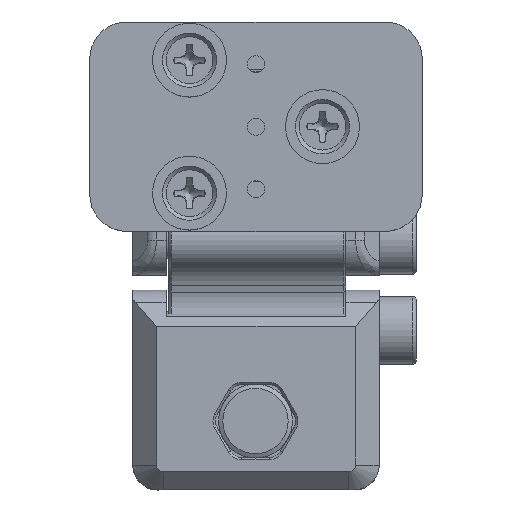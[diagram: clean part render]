
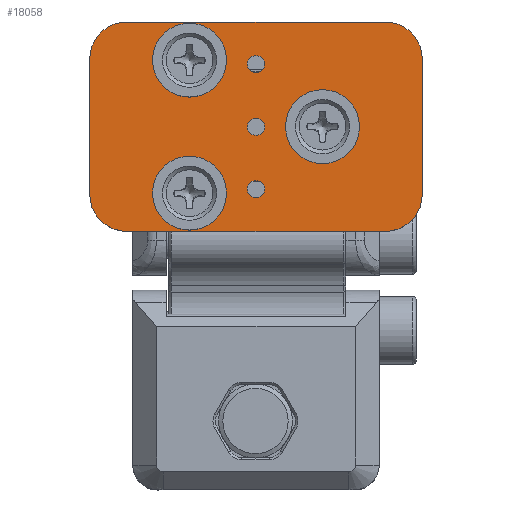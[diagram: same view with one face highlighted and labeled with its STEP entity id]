
A CAD part, top view. The second image highlights one B-rep face of the part: STEP entity #18058.
In plain terms, the highlighted planar face has unit normal (0, 0, 1).
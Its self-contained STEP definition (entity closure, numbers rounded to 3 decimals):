
#2098=CIRCLE('',#19627,1.2);
#2099=CIRCLE('',#19628,1.2);
#2100=CIRCLE('',#19629,1.2);
#2101=CIRCLE('',#19630,0.7);
#2102=CIRCLE('',#19631,0.7);
#2103=CIRCLE('',#19632,0.7);
#2104=CIRCLE('',#19633,3.);
#2105=CIRCLE('',#19634,3.);
#2106=CIRCLE('',#19635,3.);
#2107=CIRCLE('',#19636,3.);
#6973=ORIENTED_EDGE('',*,*,#9602,.T.);
#6974=ORIENTED_EDGE('',*,*,#9603,.T.);
#6975=ORIENTED_EDGE('',*,*,#9604,.T.);
#6976=ORIENTED_EDGE('',*,*,#9605,.T.);
#6977=ORIENTED_EDGE('',*,*,#9606,.T.);
#6978=ORIENTED_EDGE('',*,*,#9607,.T.);
#6979=ORIENTED_EDGE('',*,*,#9608,.F.);
#6980=ORIENTED_EDGE('',*,*,#9609,.F.);
#6981=ORIENTED_EDGE('',*,*,#9610,.F.);
#6982=ORIENTED_EDGE('',*,*,#9611,.F.);
#6983=ORIENTED_EDGE('',*,*,#9612,.F.);
#6984=ORIENTED_EDGE('',*,*,#9613,.F.);
#6985=ORIENTED_EDGE('',*,*,#9614,.F.);
#6986=ORIENTED_EDGE('',*,*,#9615,.F.);
#9602=EDGE_CURVE('',#11015,#11015,#2098,.T.);
#9603=EDGE_CURVE('',#11016,#11016,#2099,.T.);
#9604=EDGE_CURVE('',#11017,#11017,#2100,.T.);
#9605=EDGE_CURVE('',#11018,#11018,#2101,.T.);
#9606=EDGE_CURVE('',#11019,#11019,#2102,.T.);
#9607=EDGE_CURVE('',#11020,#11020,#2103,.T.);
#9608=EDGE_CURVE('',#11021,#11022,#2104,.T.);
#9609=EDGE_CURVE('',#11023,#11021,#12362,.T.);
#9610=EDGE_CURVE('',#11024,#11023,#2105,.T.);
#9611=EDGE_CURVE('',#11025,#11024,#12363,.T.);
#9612=EDGE_CURVE('',#11026,#11025,#2106,.T.);
#9613=EDGE_CURVE('',#11027,#11026,#12364,.T.);
#9614=EDGE_CURVE('',#11028,#11027,#2107,.T.);
#9615=EDGE_CURVE('',#11022,#11028,#12365,.T.);
#11015=VERTEX_POINT('',#38366);
#11016=VERTEX_POINT('',#38368);
#11017=VERTEX_POINT('',#38370);
#11018=VERTEX_POINT('',#38372);
#11019=VERTEX_POINT('',#38374);
#11020=VERTEX_POINT('',#38376);
#11021=VERTEX_POINT('',#38378);
#11022=VERTEX_POINT('',#38379);
#11023=VERTEX_POINT('',#38381);
#11024=VERTEX_POINT('',#38383);
#11025=VERTEX_POINT('',#38385);
#11026=VERTEX_POINT('',#38387);
#11027=VERTEX_POINT('',#38389);
#11028=VERTEX_POINT('',#38391);
#12362=LINE('',#38380,#13666);
#12363=LINE('',#38384,#13667);
#12364=LINE('',#38388,#13668);
#12365=LINE('',#38392,#13669);
#13666=VECTOR('',#23655,1000.);
#13667=VECTOR('',#23658,1000.);
#13668=VECTOR('',#23661,1000.);
#13669=VECTOR('',#23664,1000.);
#15009=EDGE_LOOP('',(#6973));
#15010=EDGE_LOOP('',(#6974));
#15011=EDGE_LOOP('',(#6975));
#15012=EDGE_LOOP('',(#6976));
#15013=EDGE_LOOP('',(#6977));
#15014=EDGE_LOOP('',(#6978));
#15015=EDGE_LOOP('',(#6979,#6980,#6981,#6982,#6983,#6984,#6985,#6986));
#16399=FACE_BOUND('',#15009,.T.);
#16400=FACE_BOUND('',#15010,.T.);
#16401=FACE_BOUND('',#15011,.T.);
#16402=FACE_BOUND('',#15012,.T.);
#16403=FACE_BOUND('',#15013,.T.);
#16404=FACE_BOUND('',#15014,.T.);
#16405=FACE_BOUND('',#15015,.T.);
#16852=PLANE('',#19626);
#18058=ADVANCED_FACE('',(#16399,#16400,#16401,#16402,#16403,#16404,#16405),
#16852,.T.);
#19626=AXIS2_PLACEMENT_3D('',#38364,#23639,#23640);
#19627=AXIS2_PLACEMENT_3D('',#38365,#23641,#23642);
#19628=AXIS2_PLACEMENT_3D('',#38367,#23643,#23644);
#19629=AXIS2_PLACEMENT_3D('',#38369,#23645,#23646);
#19630=AXIS2_PLACEMENT_3D('',#38371,#23647,#23648);
#19631=AXIS2_PLACEMENT_3D('',#38373,#23649,#23650);
#19632=AXIS2_PLACEMENT_3D('',#38375,#23651,#23652);
#19633=AXIS2_PLACEMENT_3D('',#38377,#23653,#23654);
#19634=AXIS2_PLACEMENT_3D('',#38382,#23656,#23657);
#19635=AXIS2_PLACEMENT_3D('',#38386,#23659,#23660);
#19636=AXIS2_PLACEMENT_3D('',#38390,#23662,#23663);
#23639=DIRECTION('',(0.,0.,1.));
#23640=DIRECTION('',(1.,0.,0.));
#23641=DIRECTION('',(0.,0.,-1.));
#23642=DIRECTION('',(1.,0.,0.));
#23643=DIRECTION('',(0.,0.,-1.));
#23644=DIRECTION('',(1.,0.,0.));
#23645=DIRECTION('',(0.,0.,-1.));
#23646=DIRECTION('',(1.,0.,0.));
#23647=DIRECTION('',(0.,0.,-1.));
#23648=DIRECTION('',(1.,0.,0.));
#23649=DIRECTION('',(0.,0.,-1.));
#23650=DIRECTION('',(1.,0.,0.));
#23651=DIRECTION('',(0.,0.,-1.));
#23652=DIRECTION('',(1.,0.,0.));
#23653=DIRECTION('',(0.,0.,-1.));
#23654=DIRECTION('',(0.707,0.707,0.));
#23655=DIRECTION('',(1.,0.,0.));
#23656=DIRECTION('',(0.,0.,-1.));
#23657=DIRECTION('',(-0.707,0.707,0.));
#23658=DIRECTION('',(0.,1.,0.));
#23659=DIRECTION('',(0.,0.,-1.));
#23660=DIRECTION('',(-0.707,-0.707,0.));
#23661=DIRECTION('',(-1.,0.,0.));
#23662=DIRECTION('',(0.,0.,-1.));
#23663=DIRECTION('',(0.707,-0.707,0.));
#23664=DIRECTION('',(0.,-1.,0.));
#38364=CARTESIAN_POINT('',(13.5,-8.5,0.));
#38365=CARTESIAN_POINT('',(8.1,-13.9,0.));
#38366=CARTESIAN_POINT('',(9.3,-13.9,0.));
#38367=CARTESIAN_POINT('',(18.9,-8.5,0.));
#38368=CARTESIAN_POINT('',(20.1,-8.5,0.));
#38369=CARTESIAN_POINT('',(8.1,-3.1,0.));
#38370=CARTESIAN_POINT('',(9.3,-3.1,0.));
#38371=CARTESIAN_POINT('',(13.5,-13.58,0.));
#38372=CARTESIAN_POINT('',(14.2,-13.58,0.));
#38373=CARTESIAN_POINT('',(13.5,-3.42,0.));
#38374=CARTESIAN_POINT('',(14.2,-3.42,0.));
#38375=CARTESIAN_POINT('',(13.5,-8.5,0.));
#38376=CARTESIAN_POINT('',(14.2,-8.5,0.));
#38377=CARTESIAN_POINT('',(24.,-3.,0.));
#38378=CARTESIAN_POINT('',(24.,0.,0.));
#38379=CARTESIAN_POINT('',(27.,-3.,0.));
#38380=CARTESIAN_POINT('',(0.,0.,0.));
#38381=CARTESIAN_POINT('',(3.,0.,0.));
#38382=CARTESIAN_POINT('',(3.,-3.,0.));
#38383=CARTESIAN_POINT('',(0.,-3.,0.));
#38384=CARTESIAN_POINT('',(0.,-17.,0.));
#38385=CARTESIAN_POINT('',(0.,-14.,0.));
#38386=CARTESIAN_POINT('',(3.,-14.,0.));
#38387=CARTESIAN_POINT('',(3.,-17.,0.));
#38388=CARTESIAN_POINT('',(27.,-17.,0.));
#38389=CARTESIAN_POINT('',(24.,-17.,0.));
#38390=CARTESIAN_POINT('',(24.,-14.,0.));
#38391=CARTESIAN_POINT('',(27.,-14.,0.));
#38392=CARTESIAN_POINT('',(27.,0.,0.));
